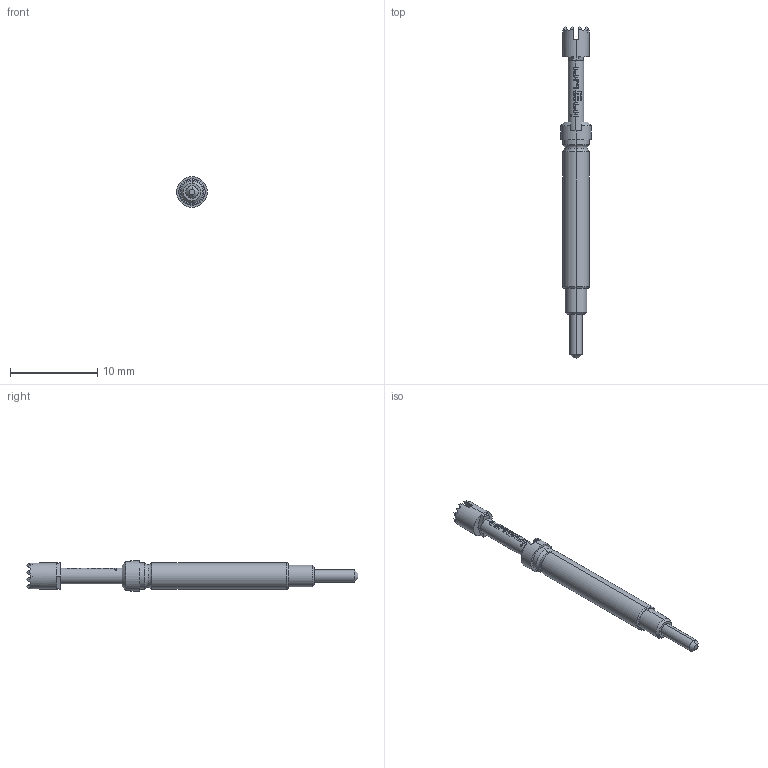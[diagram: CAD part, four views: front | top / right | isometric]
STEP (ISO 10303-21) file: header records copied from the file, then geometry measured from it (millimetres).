
FILE_DESCRIPTION (( 'STEP AP203' ), '1' );
FILE_NAME ('INGUN_GKS-500_306_300_A_xx02_M.STEP', '2021-12-21T14:35:27', ( 'ochi' ), ( '' ), 'SwSTEP 2.0', 'SolidWorks 2018', '' );
FILE_SCHEMA (( 'CONFIG_CONTROL_DESIGN' ));
Length unit declared in the file: millimetre
Products named in the file (1): INGUN_GKS-500_306_300_A_xx02_M
Bounding box: 3.5 x 38 x 3.5 mm (x, y, z)
Volume: 196.7 mm3; surface area: 338.7 mm2
Topology: 1 solids, 1 shells, 195 faces, 508 edges, 319 vertices
Faces by surface type: plane 85, bspline 60, cylinder 33, cone 11, torus 6
Entity records: 7238 total; most frequent: CARTESIAN_POINT 3077, ORIENTED_EDGE 1016, DIRECTION 587, EDGE_CURVE 508, VERTEX_POINT 319, B_SPLINE_CURVE_WITH_KNOTS 234, AXIS2_PLACEMENT_3D 205, EDGE_LOOP 199
